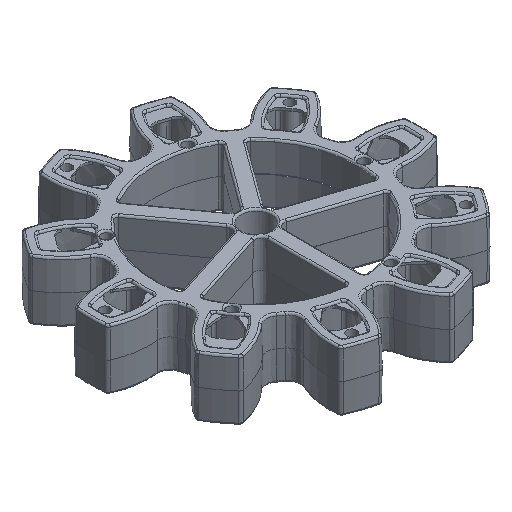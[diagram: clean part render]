
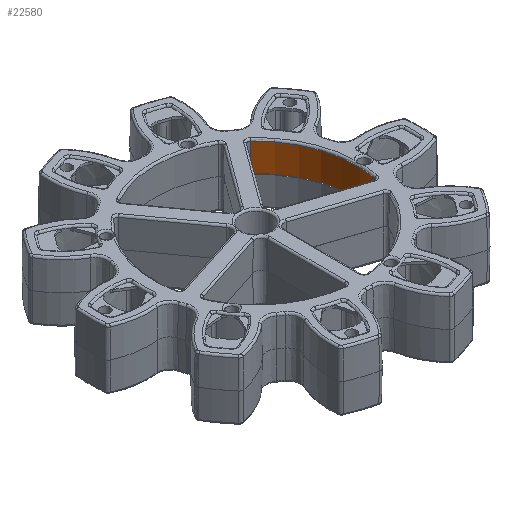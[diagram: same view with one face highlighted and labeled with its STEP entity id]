
A CAD part, isometric view. The second image highlights one B-rep face of the part: STEP entity #22580.
In plain terms, the highlighted conical face has half-angle 1 degrees and reference radius 85.275 mm.
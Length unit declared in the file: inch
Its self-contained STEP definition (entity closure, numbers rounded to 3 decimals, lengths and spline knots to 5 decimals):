
#923=CONICAL_SURFACE('',#25424,3.35728,1.);
#1858=FACE_OUTER_BOUND('',#3310,.T.);
#3310=EDGE_LOOP('',(#17898,#17899,#17900,#17901));
#4609=LINE('',#40191,#5819);
#4610=LINE('',#40229,#5820);
#5819=VECTOR('',#31250,0.93655);
#5820=VECTOR('',#31267,0.93655);
#6999=CIRCLE('',#23675,3.36545);
#8176=CIRCLE('',#25422,3.34911);
#9005=VERTEX_POINT('',#35503);
#9006=VERTEX_POINT('',#35505);
#10313=VERTEX_POINT('',#40189);
#10314=VERTEX_POINT('',#40197);
#11357=EDGE_CURVE('',#9006,#9005,#6999,.T.);
#13100=EDGE_CURVE('',#10313,#9006,#4609,.T.);
#13103=EDGE_CURVE('',#10314,#10313,#8176,.T.);
#13106=EDGE_CURVE('',#10314,#9005,#4610,.T.);
#17898=ORIENTED_EDGE('',*,*,#13106,.F.);
#17899=ORIENTED_EDGE('',*,*,#13103,.T.);
#17900=ORIENTED_EDGE('',*,*,#13100,.T.);
#17901=ORIENTED_EDGE('',*,*,#11357,.T.);
#22580=ADVANCED_FACE('',(#1858),#923,.F.);
#23675=AXIS2_PLACEMENT_3D('',#35506,#27373,#27374);
#25422=AXIS2_PLACEMENT_3D('',#40198,#31261,#31262);
#25424=AXIS2_PLACEMENT_3D('',#40228,#31265,#31266);
#27373=DIRECTION('center_axis',(0.,0.,-1.));
#27374=DIRECTION('ref_axis',(0.679,0.734,0.));
#31250=DIRECTION('',(0.012,0.013,-1.));
#31261=DIRECTION('center_axis',(0.,0.,1.));
#31262=DIRECTION('ref_axis',(1.,0.,0.));
#31265=DIRECTION('center_axis',(0.,0.,-1.));
#31266=DIRECTION('ref_axis',(-0.309,0.951,0.));
#31267=DIRECTION('',(0.017,-0.004,-1.));
#35503=CARTESIAN_POINT('',(3.29598,-0.68034,0.));
#35505=CARTESIAN_POINT('',(2.28414,2.47163,0.));
#35506=CARTESIAN_POINT('Origin',(0.,0.,0.));
#40189=CARTESIAN_POINT('',(2.27305,2.45963,0.93641));
#40191=CARTESIAN_POINT('',(2.27305,2.45963,0.93641));
#40197=CARTESIAN_POINT('',(3.27999,-0.67687,0.93641));
#40198=CARTESIAN_POINT('Origin',(0.,0.,0.93641));
#40228=CARTESIAN_POINT('Origin',(0.,0.,0.4682));
#40229=CARTESIAN_POINT('',(3.27999,-0.67687,0.93641));
